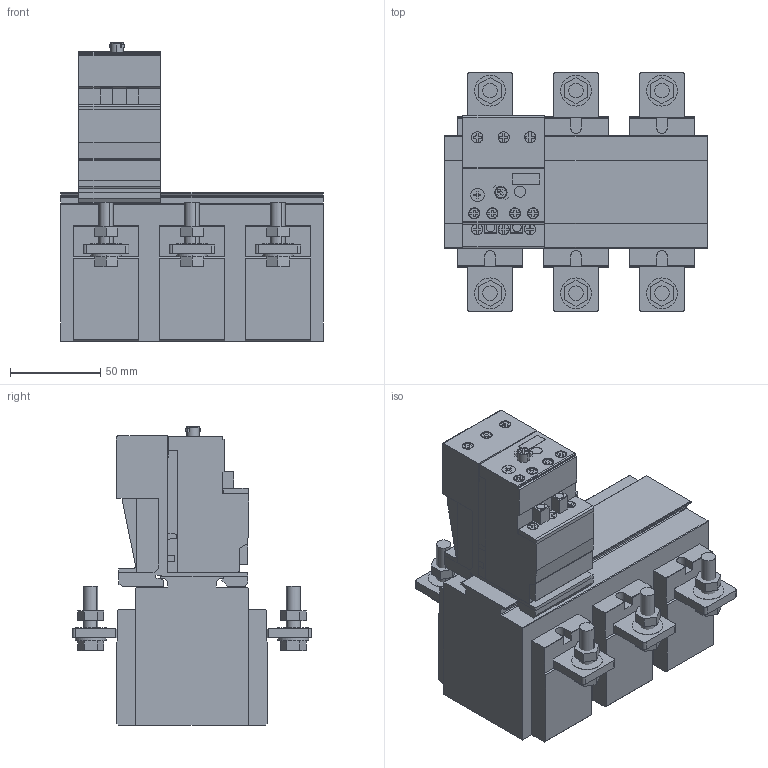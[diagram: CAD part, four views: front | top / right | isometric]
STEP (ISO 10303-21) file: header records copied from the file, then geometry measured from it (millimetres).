
FILE_DESCRIPTION((''),'2;1');
FILE_NAME('3d_RFN420250.stp','2012-10-03T09:36:51',(''),(''),'Mechanical Desktop 2011','Mechanical Desktop 2011',', , ');
FILE_SCHEMA(('CONFIG_CONTROL_DESIGN'));
Length unit declared in the file: millimetre
Products named in the file (1): Product
Bounding box: 145 x 132 x 164.8 mm (x, y, z)
Volume: 1126940.2 mm3; surface area: 181764 mm2
Topology: 54 solids, 54 shells, 839 faces, 2522 edges, 2150 vertices
Faces by surface type: plane 556, bspline 171, cylinder 112
Entity records: 27968 total; most frequent: CARTESIAN_POINT 6064, ORIENTED_EDGE 4362, DIRECTION 4248, EDGE_CURVE 2181, VECTOR 2134, LINE 2134, VERTEX_POINT 1477, AXIS2_PLACEMENT_3D 1057
